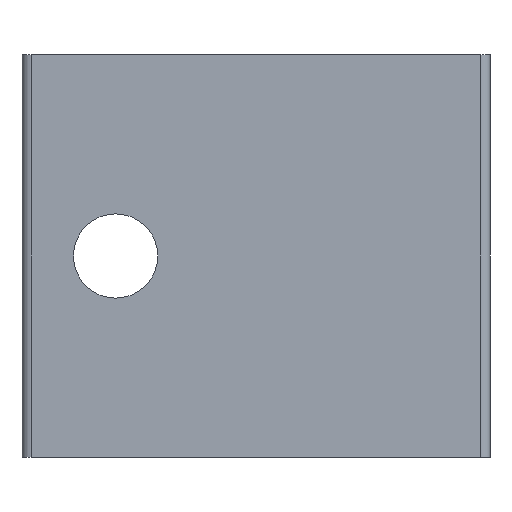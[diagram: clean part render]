
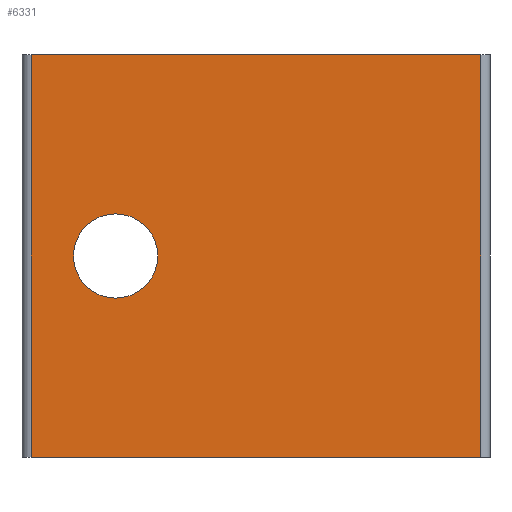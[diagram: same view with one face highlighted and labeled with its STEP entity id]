
A CAD part, front view. The second image highlights one B-rep face of the part: STEP entity #6331.
In plain terms, the highlighted planar face has unit normal (0, -1, 0).
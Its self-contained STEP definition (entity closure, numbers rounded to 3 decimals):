
#24 = DIRECTION ( 'NONE',  ( 0., 0., 1. ) ) ;
#75 = VERTEX_POINT ( 'NONE', #1135 ) ;
#77 = VERTEX_POINT ( 'NONE', #920 ) ;
#110 = CARTESIAN_POINT ( 'NONE',  ( 10465.175, 3052.116, 10. ) ) ;
#316 = CARTESIAN_POINT ( 'NONE',  ( 10426.175, 3052.116, 1. ) ) ;
#332 = EDGE_CURVE ( 'NONE', #4798, #75, #5926, .T. ) ;
#752 = AXIS2_PLACEMENT_3D ( 'NONE', #2613, #6013, #2636 ) ;
#878 = DIRECTION ( 'NONE',  ( 1., 0., 0. ) ) ;
#913 = DIRECTION ( 'NONE',  ( 0., 0., 1. ) ) ;
#920 = CARTESIAN_POINT ( 'NONE',  ( 10426.175, 3052.116, -3.5 ) ) ;
#1068 = LINE ( 'NONE', #110, #6879 ) ;
#1135 = CARTESIAN_POINT ( 'NONE',  ( 10465.175, 3052.116, -20.5 ) ) ;
#1527 = CIRCLE ( 'NONE', #7018, 4.5 ) ;
#1615 = VERTEX_POINT ( 'NONE', #7274 ) ;
#1709 = CARTESIAN_POINT ( 'NONE',  ( 10465.175, 3052.116, 22.5 ) ) ;
#1752 = CARTESIAN_POINT ( 'NONE',  ( 10417.175, 3052.116, -20.5 ) ) ;
#1944 = VECTOR ( 'NONE', #878, 1000. ) ;
#2074 = PLANE ( 'NONE',  #752 ) ;
#2105 = LINE ( 'NONE', #5069, #4912 ) ;
#2205 = ORIENTED_EDGE ( 'NONE', *, *, #6031, .T. ) ;
#2613 = CARTESIAN_POINT ( 'NONE',  ( 10416.175, 3052.116, 10. ) ) ;
#2621 = EDGE_CURVE ( 'NONE', #77, #3313, #1527, .T. ) ;
#2636 = DIRECTION ( 'NONE',  ( 0., 0., 1. ) ) ;
#3069 = ORIENTED_EDGE ( 'NONE', *, *, #2621, .T. ) ;
#3313 = VERTEX_POINT ( 'NONE', #6390 ) ;
#3404 = DIRECTION ( 'NONE',  ( 0., 1., 0. ) ) ;
#3417 = EDGE_CURVE ( 'NONE', #3313, #77, #4058, .T. ) ;
#3423 = ORIENTED_EDGE ( 'NONE', *, *, #3417, .T. ) ;
#3834 = EDGE_CURVE ( 'NONE', #1615, #6738, #4750, .T. ) ;
#4058 = CIRCLE ( 'NONE', #6394, 4.5 ) ;
#4232 = CARTESIAN_POINT ( 'NONE',  ( 10416.175, 3052.116, 22.5 ) ) ;
#4256 = DIRECTION ( 'NONE',  ( 0., 1., 0. ) ) ;
#4379 = FACE_BOUND ( 'NONE', #5653, .T. ) ;
#4393 = VECTOR ( 'NONE', #5575, 1000. ) ;
#4470 = ORIENTED_EDGE ( 'NONE', *, *, #6678, .T. ) ;
#4617 = DIRECTION ( 'NONE',  ( 0., 0., 1. ) ) ;
#4750 = LINE ( 'NONE', #4232, #1944 ) ;
#4798 = VERTEX_POINT ( 'NONE', #1752 ) ;
#4833 = ORIENTED_EDGE ( 'NONE', *, *, #332, .T. ) ;
#4912 = VECTOR ( 'NONE', #5649, 1000. ) ;
#5069 = CARTESIAN_POINT ( 'NONE',  ( 10417.175, 3052.116, 10. ) ) ;
#5503 = CARTESIAN_POINT ( 'NONE',  ( 10416.175, 3052.116, -20.5 ) ) ;
#5575 = DIRECTION ( 'NONE',  ( 1., 0., 0. ) ) ;
#5649 = DIRECTION ( 'NONE',  ( 0., 0., -1. ) ) ;
#5653 = EDGE_LOOP ( 'NONE', ( #3069, #3423 ) ) ;
#5926 = LINE ( 'NONE', #5503, #4393 ) ;
#6013 = DIRECTION ( 'NONE',  ( 0., 1., 0. ) ) ;
#6031 = EDGE_CURVE ( 'NONE', #75, #6738, #1068, .T. ) ;
#6073 = FACE_OUTER_BOUND ( 'NONE', #6626, .T. ) ;
#6331 = ADVANCED_FACE ( 'NONE', ( #4379, #6073 ), #2074, .F. ) ;
#6390 = CARTESIAN_POINT ( 'NONE',  ( 10426.175, 3052.116, 5.5 ) ) ;
#6394 = AXIS2_PLACEMENT_3D ( 'NONE', #316, #4256, #913 ) ;
#6626 = EDGE_LOOP ( 'NONE', ( #4470, #4833, #2205, #7034 ) ) ;
#6678 = EDGE_CURVE ( 'NONE', #1615, #4798, #2105, .T. ) ;
#6738 = VERTEX_POINT ( 'NONE', #1709 ) ;
#6780 = CARTESIAN_POINT ( 'NONE',  ( 10426.175, 3052.116, 1. ) ) ;
#6879 = VECTOR ( 'NONE', #4617, 1000. ) ;
#7018 = AXIS2_PLACEMENT_3D ( 'NONE', #6780, #3404, #24 ) ;
#7034 = ORIENTED_EDGE ( 'NONE', *, *, #3834, .F. ) ;
#7274 = CARTESIAN_POINT ( 'NONE',  ( 10417.175, 3052.116, 22.5 ) ) ;
